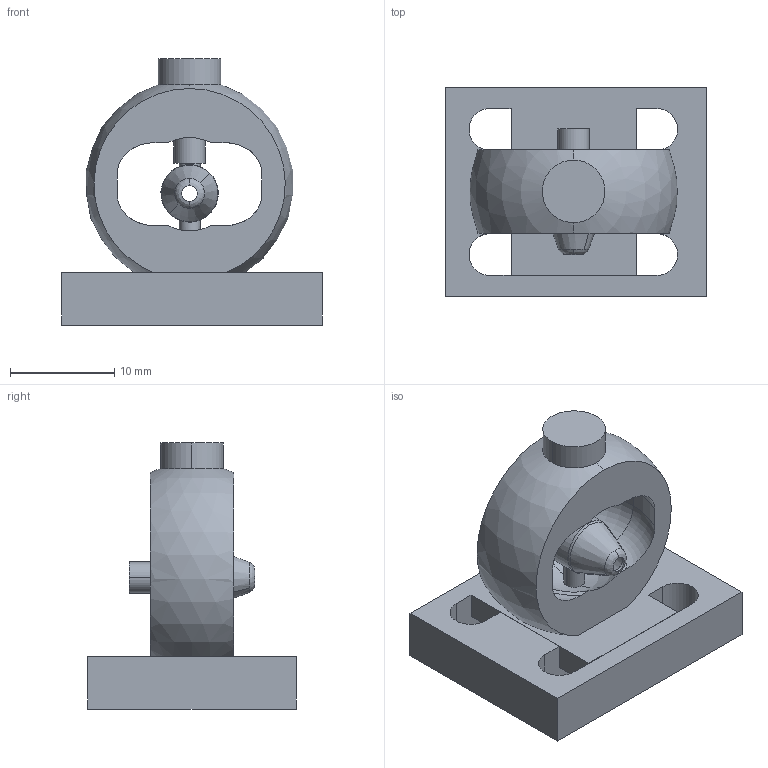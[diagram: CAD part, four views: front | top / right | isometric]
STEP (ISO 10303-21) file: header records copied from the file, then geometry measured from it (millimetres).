
FILE_DESCRIPTION(('produced by SPATIAL CORP'),'2;1');
FILE_NAME('one-body.hh.sat.stp', '2002-04-12T11:47:49+00:00',('SPATIAL CORP'),('SPATIAL CORP'), 'ACIS STEP Husk','http://www.spatial.com','SPATIAL CORP');
FILE_SCHEMA(('CONFIG_CONTROL_DESIGN'));
Length unit declared in the file: millimetre
Products named in the file (1): PRODUCT_ID_1
Bounding box: 25 x 20 x 25.5 mm (x, y, z)
Volume: 3395 mm3; surface area: 3314.3 mm2
Topology: 1 solids, 1 shells, 113 faces, 308 edges, 204 vertices
Faces by surface type: plane 37, cylinder 36, torus 24, cone 8, sphere 6, bspline 2
Entity records: 3525 total; most frequent: CARTESIAN_POINT 876, ORIENTED_EDGE 616, DIRECTION 461, EDGE_CURVE 308, VERTEX_POINT 204, AXIS2_PLACEMENT_3D 174, EDGE_LOOP 132, FACE_BOUND 132
